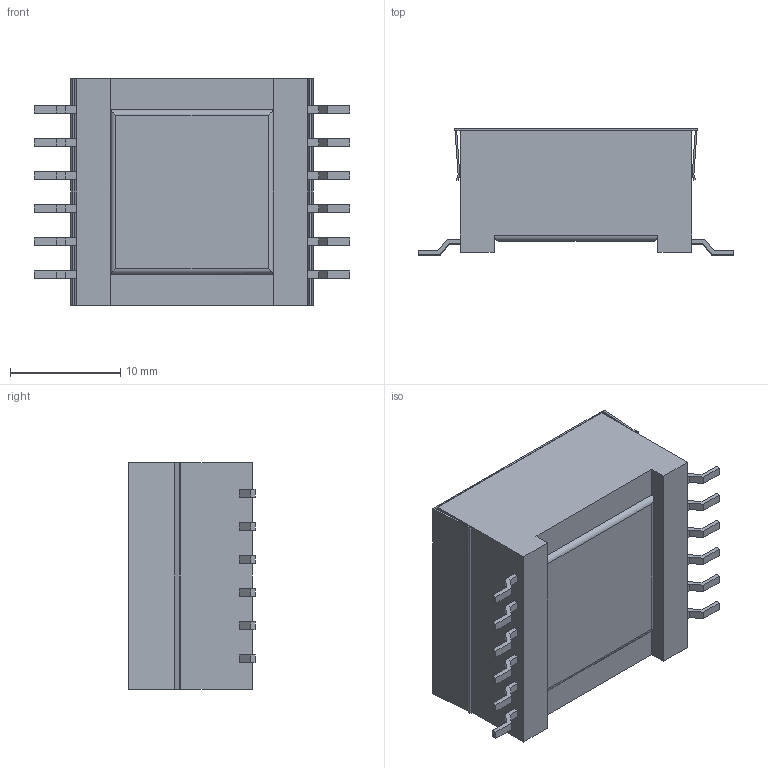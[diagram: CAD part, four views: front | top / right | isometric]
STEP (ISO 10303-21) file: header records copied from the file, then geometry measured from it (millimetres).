
FILE_DESCRIPTION(/* description */ (''),/* implementation_level */ '2;1');
FILE_NAME(/* name */ 'Coilcraft-POE300F.step',/* time_stamp */ '2020-05-29T16:46:44+02:00',/* author */ (''),/* organization */ (''),/* preprocessor_version */ 'ST-DEVELOPER v18.1',/* originating_system */ 'Autodesk Translation Framework v9.3.0.1241',/* authorisation */ '');
FILE_SCHEMA (('AUTOMOTIVE_DESIGN { 1 0 10303 214 3 1 1 }'));
Length unit declared in the file: millimetre
Products named in the file (1): Coilcraft-POE300F-XXX
Bounding box: 28.65 x 11.43 x 20.57 mm (x, y, z)
Volume: 4524 mm3; surface area: 2352.5 mm2
Topology: 1 solids, 1 shells, 167 faces, 754 edges, 630 vertices
Faces by surface type: plane 163, cylinder 4
Entity records: 10318 total; most frequent: CARTESIAN_POINT 4535, ORIENTED_EDGE 1508, EDGE_CURVE 754, DIRECTION 716, VERTEX_POINT 630, B_SPLINE_CURVE_WITH_KNOTS 382, LINE 364, VECTOR 364
